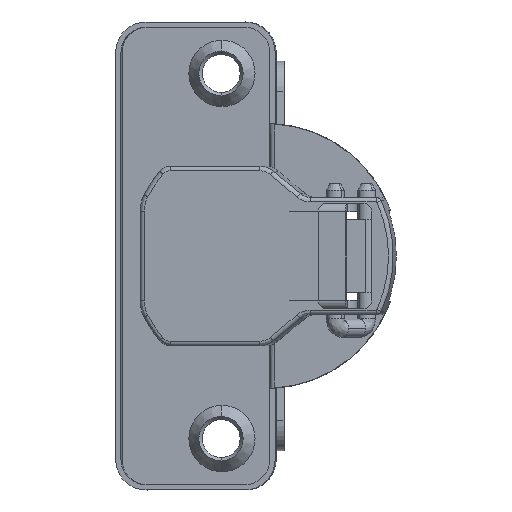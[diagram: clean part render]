
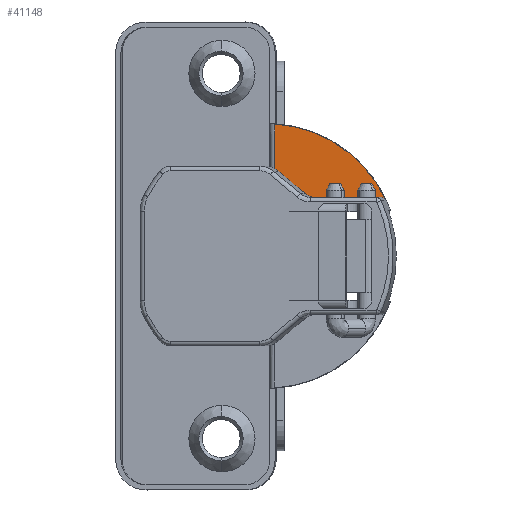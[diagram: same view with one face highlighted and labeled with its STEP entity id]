
A CAD part, left-side view. The second image highlights one B-rep face of the part: STEP entity #41148.
In plain terms, the highlighted face is planar.
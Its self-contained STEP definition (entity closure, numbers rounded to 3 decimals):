
#604 = DIRECTION ( 'NONE',  ( 0., 0., -1. ) ) ;
#2678 = CARTESIAN_POINT ( 'NONE',  ( 8.191, -4., 3.6 ) ) ;
#4166 = DIRECTION ( 'NONE',  ( 0., 1., 0. ) ) ;
#4536 = AXIS2_PLACEMENT_3D ( 'NONE', #21344, #24397, #35001 ) ;
#4741 = DIRECTION ( 'NONE',  ( 0., -1., 0. ) ) ;
#4901 = VERTEX_POINT ( 'NONE', #2678 ) ;
#5387 = CARTESIAN_POINT ( 'NONE',  ( 7., -14.012, 3.6 ) ) ;
#6184 = CARTESIAN_POINT ( 'NONE',  ( 11.145, -0.48, 3.6 ) ) ;
#6470 = VERTEX_POINT ( 'NONE', #6184 ) ;
#7625 = CARTESIAN_POINT ( 'NONE',  ( 7.233, -14.736, 3.6 ) ) ;
#8575 = CARTESIAN_POINT ( 'NONE',  ( 11.473, 0.007, 3.6 ) ) ;
#8596 = AXIS2_PLACEMENT_3D ( 'NONE', #43023, #14311, #4166 ) ;
#8796 = VECTOR ( 'NONE', #21879, 1000. ) ;
#8874 = CARTESIAN_POINT ( 'NONE',  ( 7.7, -14.012, 3.6 ) ) ;
#8961 = CARTESIAN_POINT ( 'NONE',  ( 7.7, -7.364, 3.6 ) ) ;
#9139 = DIRECTION ( 'NONE',  ( 0., 1., 0. ) ) ;
#10680 = EDGE_CURVE ( 'NONE', #25569, #14484, #21453, .T. ) ;
#11288 = CIRCLE ( 'NONE', #4536, 2.1 ) ;
#11839 = VECTOR ( 'NONE', #28042, 1000. ) ;
#13403 = ORIENTED_EDGE ( 'NONE', *, *, #21566, .T. ) ;
#14092 = AXIS2_PLACEMENT_3D ( 'NONE', #32842, #604, #32380 ) ;
#14311 = DIRECTION ( 'NONE',  ( 0., 0., 1. ) ) ;
#14484 = VERTEX_POINT ( 'NONE', #8575 ) ;
#14571 = LINE ( 'NONE', #25839, #8796 ) ;
#14664 = FACE_OUTER_BOUND ( 'NONE', #30723, .T. ) ;
#15355 = PLANE ( 'NONE',  #27206 ) ;
#16055 = VERTEX_POINT ( 'NONE', #40978 ) ;
#18088 = VERTEX_POINT ( 'NONE', #8874 ) ;
#19175 = EDGE_CURVE ( 'NONE', #14484, #6470, #36637, .T. ) ;
#19710 = DIRECTION ( 'NONE',  ( 0., 0., -1. ) ) ;
#21108 = ORIENTED_EDGE ( 'NONE', *, *, #10680, .T. ) ;
#21344 = CARTESIAN_POINT ( 'NONE',  ( 9.8, -5.35, 3.6 ) ) ;
#21453 = LINE ( 'NONE', #24979, #11839 ) ;
#21566 = EDGE_CURVE ( 'NONE', #25528, #18088, #41210, .T. ) ;
#21840 = ORIENTED_EDGE ( 'NONE', *, *, #43206, .T. ) ;
#21879 = DIRECTION ( 'NONE',  ( -0.643, -0.766, 0. ) ) ;
#22102 = CIRCLE ( 'NONE', #8596, 17.4 ) ;
#22336 = CIRCLE ( 'NONE', #35098, 0.7 ) ;
#24397 = DIRECTION ( 'NONE',  ( 0., 0., -1. ) ) ;
#24979 = CARTESIAN_POINT ( 'NONE',  ( 14.434, 0.007, 3.6 ) ) ;
#25528 = VERTEX_POINT ( 'NONE', #33693 ) ;
#25569 = VERTEX_POINT ( 'NONE', #33920 ) ;
#25839 = CARTESIAN_POINT ( 'NONE',  ( 11.145, -0.48, 3.6 ) ) ;
#26181 = DIRECTION ( 'NONE',  ( 0., 0., 1. ) ) ;
#26994 = EDGE_CURVE ( 'NONE', #25528, #4901, #11288, .T. ) ;
#27206 = AXIS2_PLACEMENT_3D ( 'NONE', #7625, #26181, #37018 ) ;
#27699 = ORIENTED_EDGE ( 'NONE', *, *, #35015, .T. ) ;
#28042 = DIRECTION ( 'NONE',  ( -1., 0., 0. ) ) ;
#30723 = EDGE_LOOP ( 'NONE', ( #13403, #39011, #21840, #21108, #44462, #27699, #40321 ) ) ;
#32380 = DIRECTION ( 'NONE',  ( 0., 1., 0. ) ) ;
#32842 = CARTESIAN_POINT ( 'NONE',  ( 9., 1.32, 3.6 ) ) ;
#33693 = CARTESIAN_POINT ( 'NONE',  ( 7.7, -5.35, 3.6 ) ) ;
#33920 = CARTESIAN_POINT ( 'NONE',  ( 17.362, 0.007, 3.6 ) ) ;
#35001 = DIRECTION ( 'NONE',  ( 0., 1., 0. ) ) ;
#35015 = EDGE_CURVE ( 'NONE', #6470, #4901, #14571, .T. ) ;
#35098 = AXIS2_PLACEMENT_3D ( 'NONE', #5387, #19710, #9139 ) ;
#35170 = EDGE_CURVE ( 'NONE', #18088, #16055, #22336, .T. ) ;
#35783 = VECTOR ( 'NONE', #4741, 1000. ) ;
#36637 = CIRCLE ( 'NONE', #14092, 2.8 ) ;
#37018 = DIRECTION ( 'NONE',  ( 1., 0., 0. ) ) ;
#39011 = ORIENTED_EDGE ( 'NONE', *, *, #35170, .T. ) ;
#40321 = ORIENTED_EDGE ( 'NONE', *, *, #26994, .F. ) ;
#40978 = CARTESIAN_POINT ( 'NONE',  ( 7.293, -14.648, 3.6 ) ) ;
#41148 = ADVANCED_FACE ( 'NONE', ( #14664 ), #15355, .T. ) ;
#41210 = LINE ( 'NONE', #8961, #35783 ) ;
#43023 = CARTESIAN_POINT ( 'NONE',  ( 0., 1.15, 3.6 ) ) ;
#43206 = EDGE_CURVE ( 'NONE', #16055, #25569, #22102, .T. ) ;
#44462 = ORIENTED_EDGE ( 'NONE', *, *, #19175, .T. ) ;
